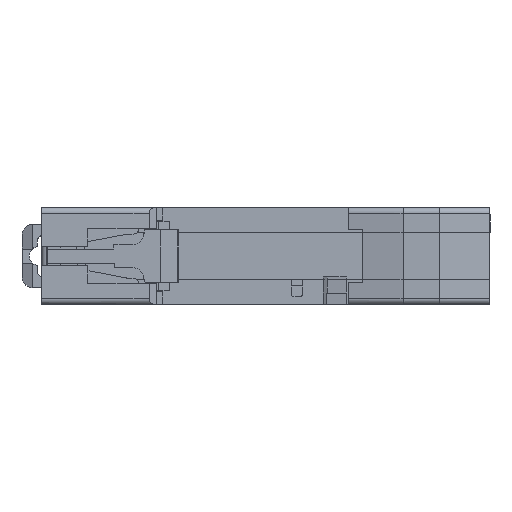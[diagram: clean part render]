
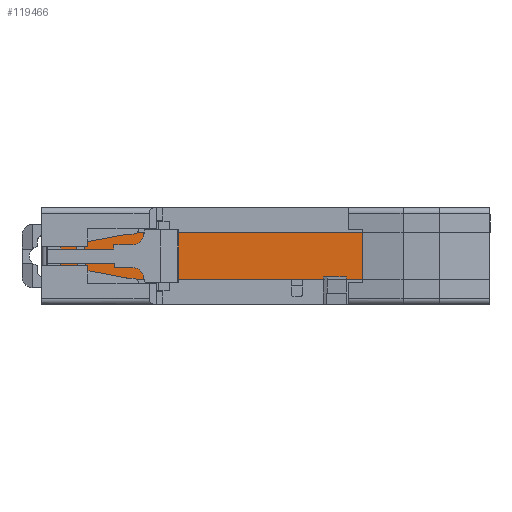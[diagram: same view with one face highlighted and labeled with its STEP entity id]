
A CAD part, front view. The second image highlights one B-rep face of the part: STEP entity #119466.
In plain terms, the highlighted planar face has unit normal (0, -1, 0).
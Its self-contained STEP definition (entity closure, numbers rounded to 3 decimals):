
#24 = VERTEX_POINT ( 'NONE', #19482 ) ;
#50 = VERTEX_POINT ( 'NONE', #19520 ) ;
#53 = VERTEX_POINT ( 'NONE', #19525 ) ;
#60 = VERTEX_POINT ( 'NONE', #19538 ) ;
#682 = VERTEX_POINT ( 'NONE', #20574 ) ;
#695 = VERTEX_POINT ( 'NONE', #20596 ) ;
#698 = VERTEX_POINT ( 'NONE', #20601 ) ;
#710 = VERTEX_POINT ( 'NONE', #20618 ) ;
#713 = VERTEX_POINT ( 'NONE', #20623 ) ;
#715 = VERTEX_POINT ( 'NONE', #20626 ) ;
#718 = VERTEX_POINT ( 'NONE', #20631 ) ;
#721 = VERTEX_POINT ( 'NONE', #20635 ) ;
#723 = VERTEX_POINT ( 'NONE', #20639 ) ;
#726 = VERTEX_POINT ( 'NONE', #20644 ) ;
#732 = VERTEX_POINT ( 'NONE', #20653 ) ;
#734 = VERTEX_POINT ( 'NONE', #20658 ) ;
#18528 = ORIENTED_EDGE ( 'NONE', *, *, #26265, .T. ) ;
#18532 = ORIENTED_EDGE ( 'NONE', *, *, #26268, .T. ) ;
#18535 = ORIENTED_EDGE ( 'NONE', *, *, #26270, .F. ) ;
#18539 = ORIENTED_EDGE ( 'NONE', *, *, #26272, .F. ) ;
#18542 = ORIENTED_EDGE ( 'NONE', *, *, #26275, .T. ) ;
#18545 = ORIENTED_EDGE ( 'NONE', *, *, #25517, .F. ) ;
#18548 = ORIENTED_EDGE ( 'NONE', *, *, #25499, .F. ) ;
#18552 = ORIENTED_EDGE ( 'NONE', *, *, #25509, .T. ) ;
#18555 = ORIENTED_EDGE ( 'NONE', *, *, #26277, .T. ) ;
#18559 = ORIENTED_EDGE ( 'NONE', *, *, #26279, .T. ) ;
#18562 = ORIENTED_EDGE ( 'NONE', *, *, #26282, .F. ) ;
#18566 = ORIENTED_EDGE ( 'NONE', *, *, #26284, .F. ) ;
#18569 = ORIENTED_EDGE ( 'NONE', *, *, #26286, .T. ) ;
#18573 = ORIENTED_EDGE ( 'NONE', *, *, #26289, .T. ) ;
#18576 = ORIENTED_EDGE ( 'NONE', *, *, #26291, .F. ) ;
#18580 = ORIENTED_EDGE ( 'NONE', *, *, #26293, .T. ) ;
#19482 = CARTESIAN_POINT ( 'NONE',  ( 18.969, -56.1, 0.5 ) ) ;
#19520 = CARTESIAN_POINT ( 'NONE',  ( 18.969, -56.1, 0. ) ) ;
#19525 = CARTESIAN_POINT ( 'NONE',  ( 23.099, -56.1, 0.5 ) ) ;
#19538 = CARTESIAN_POINT ( 'NONE',  ( 23.099, -56.1, 0. ) ) ;
#20574 = CARTESIAN_POINT ( 'NONE',  ( -24., -56.1, 0. ) ) ;
#20596 = CARTESIAN_POINT ( 'NONE',  ( -30.95, -56.1, 0. ) ) ;
#20601 = CARTESIAN_POINT ( 'NONE',  ( -25.45, -56.1, 0. ) ) ;
#20618 = CARTESIAN_POINT ( 'NONE',  ( -24., -56.1, 3.4 ) ) ;
#20623 = CARTESIAN_POINT ( 'NONE',  ( -25.45, -56.1, 3.4 ) ) ;
#20626 = CARTESIAN_POINT ( 'NONE',  ( -24.1, -56.1, 8.5 ) ) ;
#20631 = CARTESIAN_POINT ( 'NONE',  ( -24.1, -56.1, 5.1 ) ) ;
#20635 = CARTESIAN_POINT ( 'NONE',  ( 26., -56.1, 0. ) ) ;
#20639 = CARTESIAN_POINT ( 'NONE',  ( 26., -56.1, 8.5 ) ) ;
#20644 = CARTESIAN_POINT ( 'NONE',  ( -30.95, -56.1, 8.5 ) ) ;
#20653 = CARTESIAN_POINT ( 'NONE',  ( -25.6, -56.1, 5.1 ) ) ;
#20658 = CARTESIAN_POINT ( 'NONE',  ( -25.6, -56.1, 8.5 ) ) ;
#25499 = EDGE_CURVE ( 'NONE', #53, #24, #51505, .T. ) ;
#25509 = EDGE_CURVE ( 'NONE', #53, #60, #51545, .T. ) ;
#25517 = EDGE_CURVE ( 'NONE', #24, #50, #51573, .T. ) ;
#26265 = EDGE_CURVE ( 'NONE', #695, #698, #54479, .T. ) ;
#26268 = EDGE_CURVE ( 'NONE', #698, #713, #54521, .T. ) ;
#26270 = EDGE_CURVE ( 'NONE', #710, #713, #54523, .T. ) ;
#26272 = EDGE_CURVE ( 'NONE', #682, #710, #54529, .T. ) ;
#26275 = EDGE_CURVE ( 'NONE', #682, #50, #54540, .T. ) ;
#26277 = EDGE_CURVE ( 'NONE', #60, #721, #54545, .T. ) ;
#26279 = EDGE_CURVE ( 'NONE', #721, #723, #54543, .T. ) ;
#26282 = EDGE_CURVE ( 'NONE', #715, #723, #54553, .T. ) ;
#26284 = EDGE_CURVE ( 'NONE', #718, #715, #54559, .T. ) ;
#26286 = EDGE_CURVE ( 'NONE', #718, #732, #54565, .T. ) ;
#26289 = EDGE_CURVE ( 'NONE', #732, #734, #54575, .T. ) ;
#26291 = EDGE_CURVE ( 'NONE', #726, #734, #54577, .T. ) ;
#26293 = EDGE_CURVE ( 'NONE', #726, #695, #54583, .T. ) ;
#41238 = AXIS2_PLACEMENT_3D ( 'NONE', #46039, #46068, #46073 ) ;
#46039 = CARTESIAN_POINT ( 'NONE',  ( -24., -56.1, 8.5 ) ) ;
#46052 = FACE_OUTER_BOUND ( 'NONE', #123537, .T. ) ;
#46060 = PLANE ( 'NONE',  #41238 ) ;
#46068 = DIRECTION ( 'NONE',  ( 0., 1., 0. ) ) ;
#46073 = DIRECTION ( 'NONE',  ( 0., 0., 1. ) ) ;
#51505 = LINE ( 'NONE', #51515, #60738 ) ;
#51515 = CARTESIAN_POINT ( 'NONE',  ( 18.969, -56.1, 0.5 ) ) ;
#51525 = DIRECTION ( 'NONE',  ( -1., 0., 0. ) ) ;
#51534 = CARTESIAN_POINT ( 'NONE',  ( 23.099, -56.1, 0.5 ) ) ;
#51545 = LINE ( 'NONE', #51534, #60750 ) ;
#51564 = DIRECTION ( 'NONE',  ( 0., 0., -1. ) ) ;
#51570 = CARTESIAN_POINT ( 'NONE',  ( 18.969, -56.1, 0.5 ) ) ;
#51573 = LINE ( 'NONE', #51570, #60493 ) ;
#51590 = DIRECTION ( 'NONE',  ( 0., 0., -1. ) ) ;
#54479 = LINE ( 'NONE', #54508, #55908 ) ;
#54508 = CARTESIAN_POINT ( 'NONE',  ( -24., -56.1, 0. ) ) ;
#54517 = CARTESIAN_POINT ( 'NONE',  ( -25.45, -56.1, -1.5 ) ) ;
#54521 = LINE ( 'NONE', #54517, #55925 ) ;
#54523 = LINE ( 'NONE', #54532, #55927 ) ;
#54524 = DIRECTION ( 'NONE',  ( 1., 0., 0. ) ) ;
#54527 = CARTESIAN_POINT ( 'NONE',  ( -24., -56.1, -1.5 ) ) ;
#54529 = LINE ( 'NONE', #54527, #55923 ) ;
#54530 = DIRECTION ( 'NONE',  ( 0., 0., 1. ) ) ;
#54532 = CARTESIAN_POINT ( 'NONE',  ( -24., -56.1, 3.4 ) ) ;
#54535 = DIRECTION ( 'NONE',  ( -1., 0., 0. ) ) ;
#54538 = CARTESIAN_POINT ( 'NONE',  ( -24., -56.1, 0. ) ) ;
#54540 = LINE ( 'NONE', #54538, #55931 ) ;
#54541 = DIRECTION ( 'NONE',  ( 0., 0., 1. ) ) ;
#54543 = LINE ( 'NONE', #54556, #55929 ) ;
#54545 = LINE ( 'NONE', #54550, #55933 ) ;
#54547 = CARTESIAN_POINT ( 'NONE',  ( -24.1, -56.1, 8.5 ) ) ;
#54548 = DIRECTION ( 'NONE',  ( 1., 0., 0. ) ) ;
#54550 = CARTESIAN_POINT ( 'NONE',  ( -24., -56.1, 0. ) ) ;
#54553 = LINE ( 'NONE', #54547, #55935 ) ;
#54554 = DIRECTION ( 'NONE',  ( 1., 0., 0. ) ) ;
#54556 = CARTESIAN_POINT ( 'NONE',  ( 26., -56.1, 8.5 ) ) ;
#54559 = LINE ( 'NONE', #54568, #55938 ) ;
#54560 = DIRECTION ( 'NONE',  ( 0., 0., 1. ) ) ;
#54563 = CARTESIAN_POINT ( 'NONE',  ( 13.55, -56.1, 5.1 ) ) ;
#54565 = LINE ( 'NONE', #54563, #55937 ) ;
#54566 = DIRECTION ( 'NONE',  ( 1., 0., 0. ) ) ;
#54568 = CARTESIAN_POINT ( 'NONE',  ( -24.1, -56.1, 6.5 ) ) ;
#54571 = CARTESIAN_POINT ( 'NONE',  ( -25.6, -56.1, 6.5 ) ) ;
#54572 = DIRECTION ( 'NONE',  ( 0., 0., 1. ) ) ;
#54575 = LINE ( 'NONE', #54571, #55942 ) ;
#54577 = LINE ( 'NONE', #54586, #55944 ) ;
#54578 = DIRECTION ( 'NONE',  ( -1., 0., 0. ) ) ;
#54581 = CARTESIAN_POINT ( 'NONE',  ( -30.95, -56.1, 8.5 ) ) ;
#54583 = LINE ( 'NONE', #54581, #55940 ) ;
#54584 = DIRECTION ( 'NONE',  ( 0., 0., 1. ) ) ;
#54586 = CARTESIAN_POINT ( 'NONE',  ( -30.95, -56.1, 8.5 ) ) ;
#54590 = DIRECTION ( 'NONE',  ( 1., 0., 0. ) ) ;
#54596 = DIRECTION ( 'NONE',  ( 0., 0., -1. ) ) ;
#55908 = VECTOR ( 'NONE', #54524, 1000. ) ;
#55923 = VECTOR ( 'NONE', #54541, 1000. ) ;
#55925 = VECTOR ( 'NONE', #54530, 1000. ) ;
#55927 = VECTOR ( 'NONE', #54535, 1000. ) ;
#55929 = VECTOR ( 'NONE', #54560, 1000. ) ;
#55931 = VECTOR ( 'NONE', #54548, 1000. ) ;
#55933 = VECTOR ( 'NONE', #54554, 1000. ) ;
#55935 = VECTOR ( 'NONE', #54566, 1000. ) ;
#55937 = VECTOR ( 'NONE', #54578, 1000. ) ;
#55938 = VECTOR ( 'NONE', #54572, 1000. ) ;
#55940 = VECTOR ( 'NONE', #54596, 1000. ) ;
#55942 = VECTOR ( 'NONE', #54584, 1000. ) ;
#55944 = VECTOR ( 'NONE', #54590, 1000. ) ;
#60493 = VECTOR ( 'NONE', #51590, 1000. ) ;
#60738 = VECTOR ( 'NONE', #51525, 1000. ) ;
#60750 = VECTOR ( 'NONE', #51564, 1000. ) ;
#119466 = ADVANCED_FACE ( 'NONE', ( #46052 ), #46060, .F. ) ;
#123537 = EDGE_LOOP ( 'NONE', ( #18528, #18532, #18535, #18539, #18542, #18545, #18548, #18552, #18555, #18559, #18562, #18566, #18569, #18573, #18576, #18580 ) ) ;
